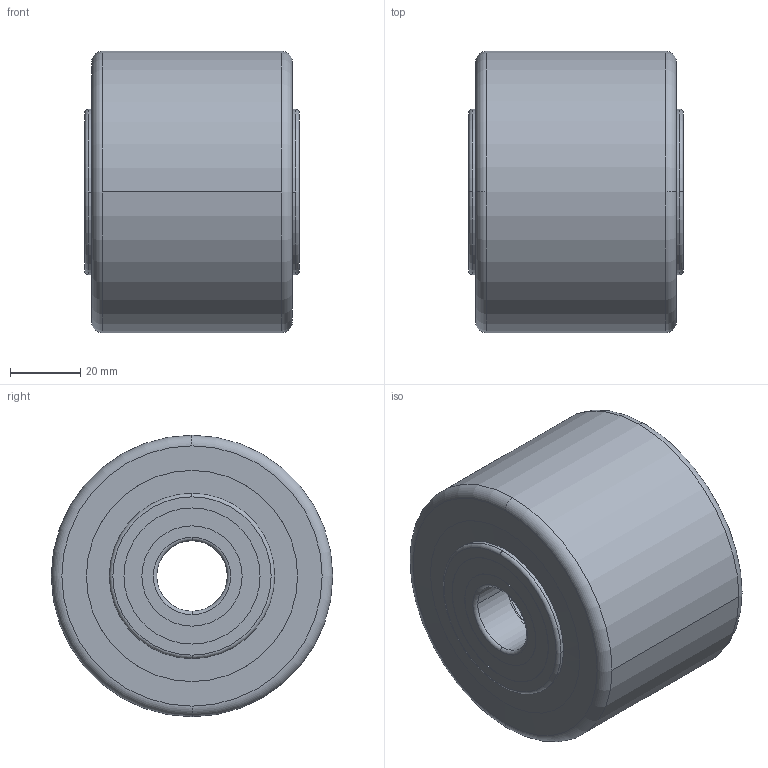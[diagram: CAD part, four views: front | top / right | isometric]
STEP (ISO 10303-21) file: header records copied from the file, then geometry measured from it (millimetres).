
FILE_DESCRIPTION(('STEP AP214'),'1');
FILE_NAME('v_80_57.stp','2016-07-14T09:49:22',('TraceParts'),('TraceParts S.A.'),'Spatial InterOp 3D',' ',' ');
FILE_SCHEMA(('automotive_design'));
Length unit declared in the file: millimetre
Products named in the file (1): 1
Bounding box: 61 x 80 x 80 mm (x, y, z)
Volume: 249867.7 mm3; surface area: 30400.6 mm2
Topology: 1 solids, 1 shells, 50 faces, 124 edges, 88 vertices
Faces by surface type: cylinder 20, torus 16, plane 14
Entity records: 1599 total; most frequent: DIRECTION 330, CARTESIAN_POINT 263, ORIENTED_EDGE 248, AXIS2_PLACEMENT_3D 155, EDGE_CURVE 124, CIRCLE 104, VERTEX_POINT 88, EDGE_LOOP 64
